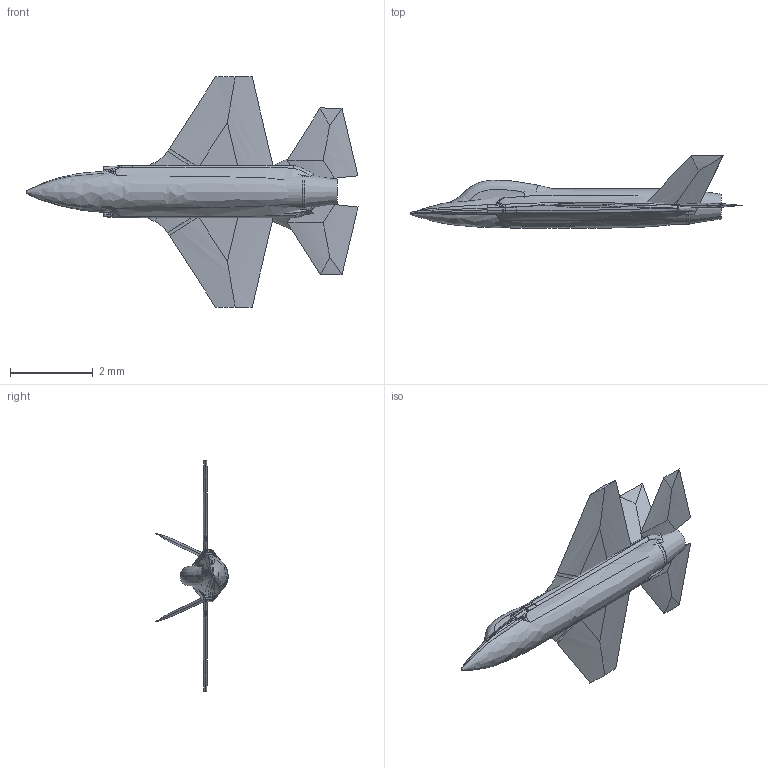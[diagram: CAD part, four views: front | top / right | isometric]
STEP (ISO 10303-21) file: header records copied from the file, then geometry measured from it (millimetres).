
FILE_DESCRIPTION(/* description */ (''),/* implementation_level */ '2;1');
FILE_NAME(/* name */ 'Lockheed Martin F-35 Ligtning II v2.step',/* time_stamp */ '2021-12-29T23:21:38-05:00',/* author */ (''),/* organization */ (''),/* preprocessor_version */ 'ST-DEVELOPER v18.1',/* originating_system */ 'Autodesk Translation Framework v10.10.0.1391',/* authorisation */ '');
FILE_SCHEMA (('AUTOMOTIVE_DESIGN { 1 0 10303 214 3 1 1 }'));
Length unit declared in the file: millimetre
Products named in the file (7): Lockheed Martin F-35 Ligtning II; Component1; Component2; Component3; Component4; Component5; Component6
Assembly tree (6 placements, depth 2):
  Lockheed Martin F-35 Ligtning II
    Component1
    Component2
    Component3
    Component4
    Component5
    Component6
Bounding box: 8.01 x 1.75 x 5.56 mm (x, y, z)
Volume: 8 mm3; surface area: 71.7 mm2
Topology: 10 solids, 10 shells, 184 faces, 425 edges, 261 vertices
Faces by surface type: cylinder 65, bspline 61, plane 49, torus 5, sphere 3, cone 1
Full cylindrical faces by diameter (mm): 0.594 x1, 0.856 x1
Entity records: 9616 total; most frequent: CARTESIAN_POINT 5574, ORIENTED_EDGE 854, DIRECTION 703, EDGE_CURVE 427, AXIS2_PLACEMENT_3D 294, VERTEX_POINT 263, FACE_OUTER_BOUND 184, EDGE_LOOP 184
